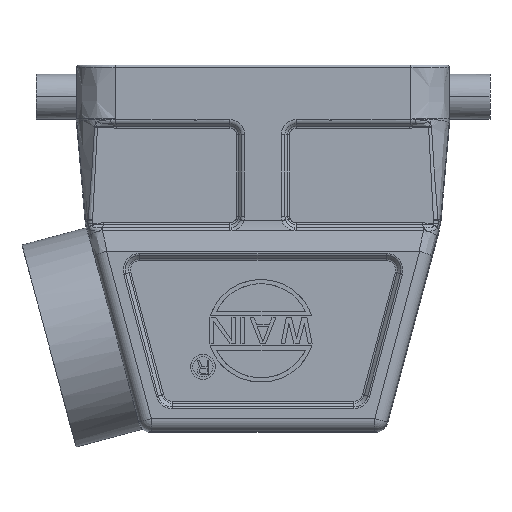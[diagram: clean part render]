
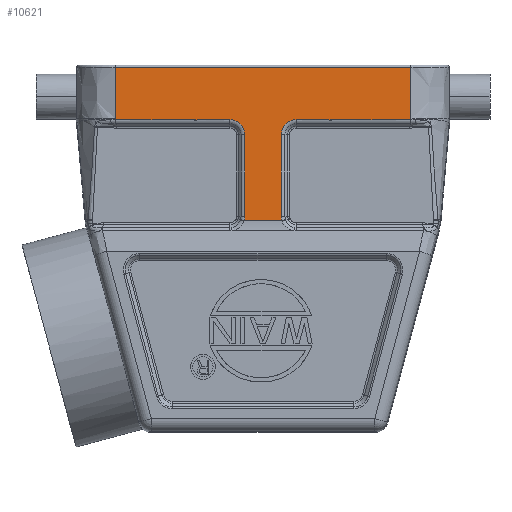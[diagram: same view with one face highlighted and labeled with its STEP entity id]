
A CAD part, front view. The second image highlights one B-rep face of the part: STEP entity #10621.
In plain terms, the highlighted planar face has unit normal (0, -1, 0).
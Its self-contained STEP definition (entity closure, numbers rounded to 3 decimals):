
#1=CARTESIAN_POINT('',(14.423,-21.5,-10.729));
#2=CARTESIAN_POINT('',(14.162,-21.5,-10.745));
#3=CARTESIAN_POINT('',(13.64,-21.5,-10.767));
#4=CARTESIAN_POINT('',(12.858,-21.5,-10.766));
#5=CARTESIAN_POINT('',(12.337,-21.5,-10.745));
#6=CARTESIAN_POINT('',(12.077,-21.5,-10.729));
#8=CARTESIAN_POINT('',(6.501,-21.498,-13.665));
#9=DIRECTION('',(0.,-1.,0.));
#10=DIRECTION('',(0.,0.,1.));
#11=AXIS2_PLACEMENT_3D('',#8,#9,#10);
#13=CARTESIAN_POINT('',(3.565,-21.5,-29.664));
#14=CARTESIAN_POINT('',(3.565,-21.5,-29.76));
#15=CARTESIAN_POINT('',(3.574,-21.5,-29.95));
#16=CARTESIAN_POINT('',(3.616,-21.5,-30.233));
#17=CARTESIAN_POINT('',(3.662,-21.5,-30.418));
#18=CARTESIAN_POINT('',(3.69,-21.5,-30.51));
#20=CARTESIAN_POINT('',(-3.69,-21.5,-30.51));
#21=CARTESIAN_POINT('',(-3.662,-21.5,-30.418));
#22=CARTESIAN_POINT('',(-3.616,-21.5,-30.233));
#23=CARTESIAN_POINT('',(-3.574,-21.5,-29.95));
#24=CARTESIAN_POINT('',(-3.565,-21.5,-29.76));
#25=CARTESIAN_POINT('',(-3.565,-21.5,-29.664));
#27=CARTESIAN_POINT('',(-6.501,-21.498,-13.665));
#28=DIRECTION('',(0.,-1.,0.));
#29=DIRECTION('',(1.,0.,0.));
#30=AXIS2_PLACEMENT_3D('',#27,#28,#29);
#32=CARTESIAN_POINT('',(-12.077,-21.5,-10.729));
#33=CARTESIAN_POINT('',(-12.338,-21.5,-10.745));
#34=CARTESIAN_POINT('',(-12.859,-21.5,-10.767));
#35=CARTESIAN_POINT('',(-13.642,-21.5,-10.766));
#36=CARTESIAN_POINT('',(-14.163,-21.5,-10.745));
#37=CARTESIAN_POINT('',(-14.423,-21.5,-10.729));
#39=CARTESIAN_POINT('',(-28.982,-21.5,-10.729));
#40=CARTESIAN_POINT('',(-28.979,-21.5,-10.672));
#41=CARTESIAN_POINT('',(-28.973,-21.5,-10.615));
#42=CARTESIAN_POINT('',(-28.973,-21.5,-10.558));
#44=CARTESIAN_POINT('',(-28.973,-21.5,-10.558));
#45=CARTESIAN_POINT('',(-28.953,-21.5,-7.205));
#46=CARTESIAN_POINT('',(-28.975,-21.5,-3.853));
#47=CARTESIAN_POINT('',(-28.975,-21.5,
-0.5));
#49=CARTESIAN_POINT('',(28.977,-21.5,-10.558));
#50=CARTESIAN_POINT('',(28.977,-21.5,-10.615));
#51=CARTESIAN_POINT('',(28.979,-21.5,-10.672));
#52=CARTESIAN_POINT('',(28.982,-21.5,-10.729));
#54=DIRECTION('',(1.,0.,0.));
#55=VECTOR('',#54,14.485);
#56=CARTESIAN_POINT('',(14.423,-21.5,-10.729));
#57=LINE('',#56,#55);
#67=DIRECTION('',(1.,0.,0.));
#68=VECTOR('',#67,5.576);
#69=CARTESIAN_POINT('',(6.5,-21.5,-10.729));
#70=LINE('',#69,#68);
#71=CARTESIAN_POINT('',(28.908,-21.5,-10.729));
#72=CARTESIAN_POINT('',(28.933,-21.5,-10.729));
#73=CARTESIAN_POINT('',(28.957,-21.5,-10.729));
#74=CARTESIAN_POINT('',(28.982,-21.5,-10.729));
#137=CARTESIAN_POINT('',(28.977,-21.5,-10.558));
#138=CARTESIAN_POINT('',(28.973,-21.5,-9.536));
#139=CARTESIAN_POINT('',(28.968,-21.5,-7.429));
#140=CARTESIAN_POINT('',(28.968,-21.5,-4.076));
#141=CARTESIAN_POINT('',(28.973,-21.5,-1.713));
#142=CARTESIAN_POINT('',(28.978,-21.5,
-0.5));
#236=DIRECTION('',(-1.,0.,0.));
#237=VECTOR('',#236,57.953);
#238=CARTESIAN_POINT('',(28.978,-21.5,
-0.5));
#239=LINE('',#238,#237);
#277=CARTESIAN_POINT('',(-28.982,-21.5,
-10.729));
#278=CARTESIAN_POINT('',(-28.957,-21.5,
-10.729));
#279=CARTESIAN_POINT('',(-28.933,-21.5,-10.729));
#280=CARTESIAN_POINT('',(-28.908,-21.5,-10.729));
#297=DIRECTION('',(1.,0.,0.));
#298=VECTOR('',#297,5.577);
#299=CARTESIAN_POINT('',(-12.077,-21.5,
-10.729));
#300=LINE('',#299,#298);
#305=DIRECTION('',(1.,0.,0.));
#306=VECTOR('',#305,14.485);
#307=CARTESIAN_POINT('',(-28.908,-21.5,-10.729));
#308=LINE('',#307,#306);
#319=DIRECTION('',(0.,0.,-1.));
#320=VECTOR('',#319,16.);
#321=CARTESIAN_POINT('',(-3.565,-21.5,
-13.664));
#322=LINE('',#321,#320);
#354=DIRECTION('',(1.,0.,0.));
#355=VECTOR('',#354,7.38);
#356=CARTESIAN_POINT('',(-3.69,-21.5,
-30.51));
#357=LINE('',#356,#355);
#628=DIRECTION('',(0.,0.,1.));
#629=VECTOR('',#628,16.);
#630=CARTESIAN_POINT('',(3.565,-21.5,-29.664));
#631=LINE('',#630,#629);
#8886=CARTESIAN_POINT('',(14.423,-21.5,
-10.729));
#8887=CARTESIAN_POINT('',(28.908,-21.5,-10.729));
#8888=VERTEX_POINT('',#8886);
#8889=VERTEX_POINT('',#8887);
#8890=VERTEX_POINT('',#6);
#8891=CARTESIAN_POINT('',(6.5,-21.5,
-10.729));
#8892=VERTEX_POINT('',#8891);
#8893=CARTESIAN_POINT('',(3.565,-21.5,
-13.664));
#8894=VERTEX_POINT('',#8893);
#8895=CARTESIAN_POINT('',(3.565,-21.5,
-29.664));
#8896=VERTEX_POINT('',#8895);
#8897=VERTEX_POINT('',#18);
#8898=CARTESIAN_POINT('',(-3.69,-21.5,
-30.51));
#8899=VERTEX_POINT('',#8898);
#8900=VERTEX_POINT('',#25);
#8901=CARTESIAN_POINT('',(-3.565,-21.5,
-13.664));
#8902=VERTEX_POINT('',#8901);
#8903=CARTESIAN_POINT('',(-6.5,-21.5,
-10.729));
#8904=VERTEX_POINT('',#8903);
#8905=CARTESIAN_POINT('',(-12.077,-21.5,
-10.729));
#8906=VERTEX_POINT('',#8905);
#8907=VERTEX_POINT('',#37);
#8908=CARTESIAN_POINT('',(-28.908,-21.5,-10.729));
#8909=VERTEX_POINT('',#8908);
#8910=VERTEX_POINT('',#277);
#8911=VERTEX_POINT('',#42);
#8912=VERTEX_POINT('',#47);
#8913=CARTESIAN_POINT('',(28.978,-21.5,
-0.5));
#8914=VERTEX_POINT('',#8913);
#8915=VERTEX_POINT('',#137);
#8916=VERTEX_POINT('',#52);
#10574=CARTESIAN_POINT('',(0.,-21.5,0.));
#10575=DIRECTION('',(0.,1.,0.));
#10576=DIRECTION('',(1.,0.,0.));
#10577=AXIS2_PLACEMENT_3D('',#10574,#10575,#10576);
#10578=PLANE('',#10577);
#10580=ORIENTED_EDGE('',*,*,#10579,.F.);
#10582=ORIENTED_EDGE('',*,*,#10581,.T.);
#10584=ORIENTED_EDGE('',*,*,#10583,.F.);
#10586=ORIENTED_EDGE('',*,*,#10585,.T.);
#10588=ORIENTED_EDGE('',*,*,#10587,.F.);
#10590=ORIENTED_EDGE('',*,*,#10589,.T.);
#10592=ORIENTED_EDGE('',*,*,#10591,.F.);
#10594=ORIENTED_EDGE('',*,*,#10593,.T.);
#10596=ORIENTED_EDGE('',*,*,#10595,.F.);
#10598=ORIENTED_EDGE('',*,*,#10597,.T.);
#10600=ORIENTED_EDGE('',*,*,#10599,.F.);
#10602=ORIENTED_EDGE('',*,*,#10601,.T.);
#10604=ORIENTED_EDGE('',*,*,#10603,.F.);
#10606=ORIENTED_EDGE('',*,*,#10605,.F.);
#10608=ORIENTED_EDGE('',*,*,#10607,.T.);
#10610=ORIENTED_EDGE('',*,*,#10609,.T.);
#10612=ORIENTED_EDGE('',*,*,#10611,.F.);
#10614=ORIENTED_EDGE('',*,*,#10613,.F.);
#10616=ORIENTED_EDGE('',*,*,#10615,.T.);
#10618=ORIENTED_EDGE('',*,*,#10617,.F.);
#10619=EDGE_LOOP('',(#10580,#10582,#10584,#10586,#10588,#10590,#10592,#10594,
#10596,#10598,#10600,#10602,#10604,#10606,#10608,#10610,#10612,#10614,#10616,
#10618));
#10620=FACE_OUTER_BOUND('',#10619,.F.);
#10621=ADVANCED_FACE('',(#10620),#10578,.F.);
#7=B_SPLINE_CURVE_WITH_KNOTS('',3,(#1,#2,#3,#4,#5,#6),.UNSPECIFIED.,.F.,.F.,(4,
1,1,4),(0.,0.333,0.667,1.),.UNSPECIFIED.);
#12=CIRCLE('',#11,2.936);
#19=B_SPLINE_CURVE_WITH_KNOTS('',3,(#13,#14,#15,#16,#17,#18),.UNSPECIFIED.,.F.,
.F.,(4,1,1,4),(0.,0.333,0.667,1.),.UNSPECIFIED.);
#26=B_SPLINE_CURVE_WITH_KNOTS('',3,(#20,#21,#22,#23,#24,#25),.UNSPECIFIED.,.F.,
.F.,(4,1,1,4),(0.,0.333,0.667,1.),.UNSPECIFIED.);
#31=CIRCLE('',#30,2.936);
#38=B_SPLINE_CURVE_WITH_KNOTS('',3,(#32,#33,#34,#35,#36,#37),.UNSPECIFIED.,.F.,
.F.,(4,1,1,4),(0.,0.333,0.667,1.),.UNSPECIFIED.);
#43=B_SPLINE_CURVE_WITH_KNOTS('',3,(#39,#40,#41,#42),.UNSPECIFIED.,.F.,.F.,(4,
4),(0.,1.),.UNSPECIFIED.);
#48=B_SPLINE_CURVE_WITH_KNOTS('',3,(#44,#45,#46,#47),.UNSPECIFIED.,.F.,.F.,(4,
4),(0.,1.),.UNSPECIFIED.);
#53=B_SPLINE_CURVE_WITH_KNOTS('',3,(#49,#50,#51,#52),.UNSPECIFIED.,.F.,.F.,(4,
4),(0.,1.),.UNSPECIFIED.);
#75=B_SPLINE_CURVE_WITH_KNOTS('',3,(#71,#72,#73,#74),.UNSPECIFIED.,.F.,.F.,(4,
4),(0.,1.),.UNSPECIFIED.);
#143=B_SPLINE_CURVE_WITH_KNOTS('',3,(#137,#138,#139,#140,#141,#142),
.UNSPECIFIED.,.F.,.F.,(4,1,1,4),(0.,0.333,0.667,1.),
.UNSPECIFIED.);
#281=B_SPLINE_CURVE_WITH_KNOTS('',3,(#277,#278,#279,#280),.UNSPECIFIED.,.F.,.F.,
(4,4),(0.,1.),.UNSPECIFIED.);
#10579=EDGE_CURVE('',#8888,#8889,#57,.T.);
#10581=EDGE_CURVE('',#8888,#8890,#7,.T.);
#10583=EDGE_CURVE('',#8892,#8890,#70,.T.);
#10585=EDGE_CURVE('',#8892,#8894,#12,.T.);
#10587=EDGE_CURVE('',#8896,#8894,#631,.T.);
#10589=EDGE_CURVE('',#8896,#8897,#19,.T.);
#10591=EDGE_CURVE('',#8899,#8897,#357,.T.);
#10593=EDGE_CURVE('',#8899,#8900,#26,.T.);
#10595=EDGE_CURVE('',#8902,#8900,#322,.T.);
#10597=EDGE_CURVE('',#8902,#8904,#31,.T.);
#10599=EDGE_CURVE('',#8906,#8904,#300,.T.);
#10601=EDGE_CURVE('',#8906,#8907,#38,.T.);
#10603=EDGE_CURVE('',#8909,#8907,#308,.T.);
#10605=EDGE_CURVE('',#8910,#8909,#281,.T.);
#10607=EDGE_CURVE('',#8910,#8911,#43,.T.);
#10609=EDGE_CURVE('',#8911,#8912,#48,.T.);
#10611=EDGE_CURVE('',#8914,#8912,#239,.T.);
#10613=EDGE_CURVE('',#8915,#8914,#143,.T.);
#10615=EDGE_CURVE('',#8915,#8916,#53,.T.);
#10617=EDGE_CURVE('',#8889,#8916,#75,.T.);
